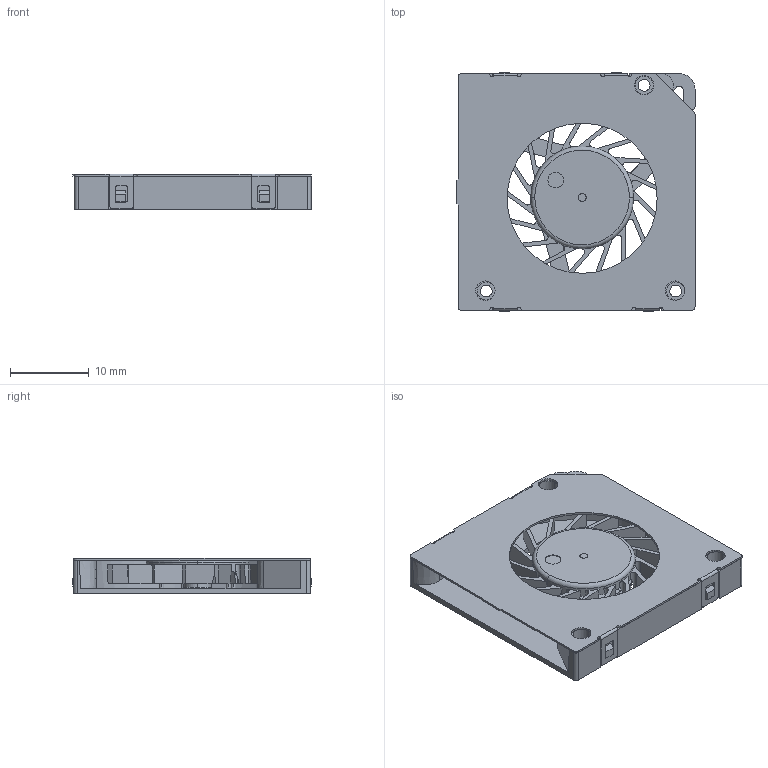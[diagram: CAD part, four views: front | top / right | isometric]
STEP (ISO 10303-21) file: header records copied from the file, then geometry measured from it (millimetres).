
FILE_DESCRIPTION((''),'2;1');
FILE_NAME('3004-FG-FAN_ASM','2019-05-02T',('Administrator'),(''),'PRO/ENGINEER BY PARAMETRIC TECHNOLOGY CORPORATION, 2010280','PRO/ENGINEER BY PARAMETRIC TECHNOLOGY CORPORATION, 2010280','');
FILE_SCHEMA(('CONFIG_CONTROL_DESIGN'));
Length unit declared in the file: millimetre
Products named in the file (8): 3004XG_4; 3004YE_3; COUXIN_3; 3004-YE_ASM_1_ASM; PRT0059; 3004FAN_ASM_2_ASM; TSG; 3004-FG-FAN_ASM
Assembly tree (7 placements, depth 4):
  3004-FG-FAN_ASM
    3004FAN_ASM_2_ASM
      3004XG_4
      3004-YE_ASM_1_ASM
        3004YE_3
        COUXIN_3
      PRT0059
    TSG
Bounding box: 30.15 x 30.2 x 4.55 mm (x, y, z)
Volume: 1593.8 mm3; surface area: 4868.3 mm2
Topology: 5 solids, 5 shells, 570 faces, 1594 edges, 1056 vertices
Faces by surface type: plane 310, cylinder 194, cone 40, bspline 12, torus 12, sphere 2
Entity records: 20255 total; most frequent: CARTESIAN_POINT 5425, ORIENTED_EDGE 3184, DIRECTION 2943, EDGE_CURVE 1592, VERTEX_POINT 1056, AXIS2_PLACEMENT_3D 1046, VECTOR 851, LINE 851
